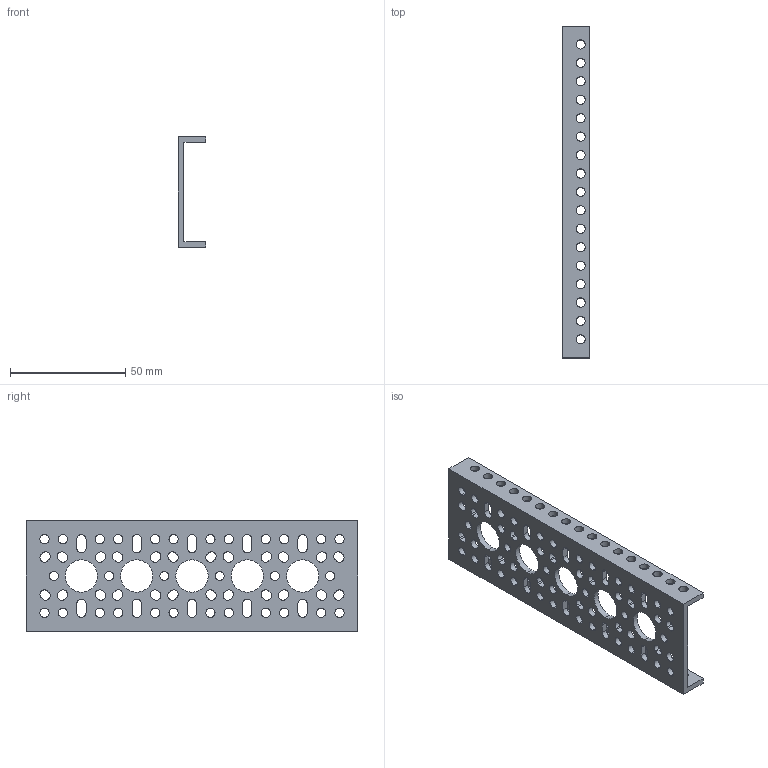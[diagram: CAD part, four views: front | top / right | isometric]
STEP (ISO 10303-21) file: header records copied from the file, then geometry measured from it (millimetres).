
FILE_DESCRIPTION (( 'STEP AP203' ), '1' );
FILE_NAME ('1107-0005-0144.STEP', '2017-03-30T19:10:38', ( '' ), ( '' ), 'SwSTEP 2.0', 'SolidWorks 2016', '' );
FILE_SCHEMA (( 'CONFIG_CONTROL_DESIGN' ));
Length unit declared in the file: millimetre
Products named in the file (1): 1107-0005-0144
Bounding box: 12 x 144 x 48 mm (x, y, z)
Volume: 18552.3 mm3; surface area: 19807.7 mm2
Topology: 1 solids, 1 shells, 318 faces, 948 edges, 632 vertices
Faces by surface type: cylinder 240, plane 78
Entity records: 11421 total; most frequent: DIRECTION 2066, CARTESIAN_POINT 1899, ORIENTED_EDGE 1896, EDGE_CURVE 948, AXIS2_PLACEMENT_3D 799, VERTEX_POINT 632, EDGE_LOOP 524, CIRCLE 480
